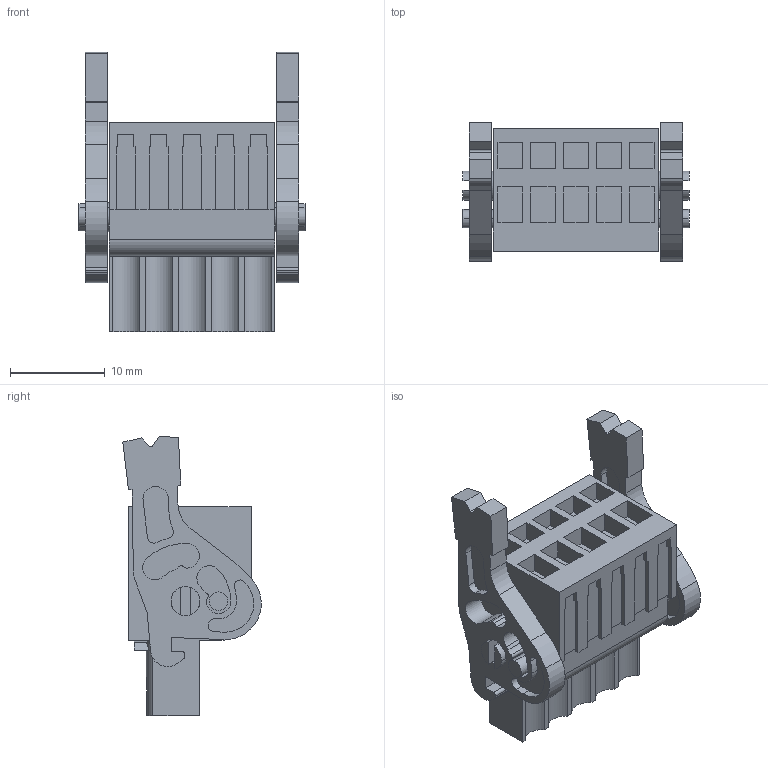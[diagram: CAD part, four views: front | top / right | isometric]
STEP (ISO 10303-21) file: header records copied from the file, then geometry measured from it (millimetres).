
FILE_DESCRIPTION(('CATIA V5 STEP Exchange','CAx-IF Rec.Pracs.--- Model Styling and Organization---1.2---2011-12-15'),'2;1');
FILE_NAME ('D1452696_0_1531250000_1531250000.stp','2017-05-26T10:11:28+00:00',('none'),('Weidmueller'),'CATIA Version 5-6 Release 2014','CATIA V5 STEP AP214','none');
FILE_SCHEMA(('AUTOMOTIVE_DESIGN { 1 0 10303 214 1 1 1 1 }'));
Length unit declared in the file: millimetre
Products named in the file (1): 1531250000
Bounding box: 23.9 x 14.64 x 29.52 mm (x, y, z)
Volume: 4076.8 mm3; surface area: 3630.4 mm2
Topology: 3 solids, 3 shells, 470 faces, 1301 edges, 874 vertices
Faces by surface type: plane 359, cylinder 111
Entity records: 14171 total; most frequent: ORIENTED_EDGE 2602, CARTESIAN_POINT 2492, DIRECTION 1863, EDGE_CURVE 1301, VECTOR 1041, LINE 1041, VERTEX_POINT 874, AXIS2_PLACEMENT_3D 537
